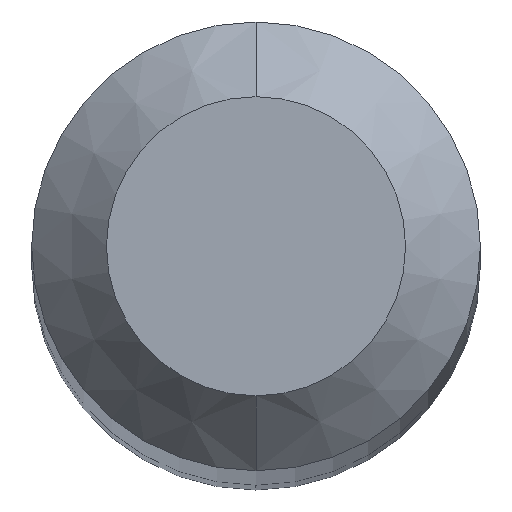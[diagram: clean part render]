
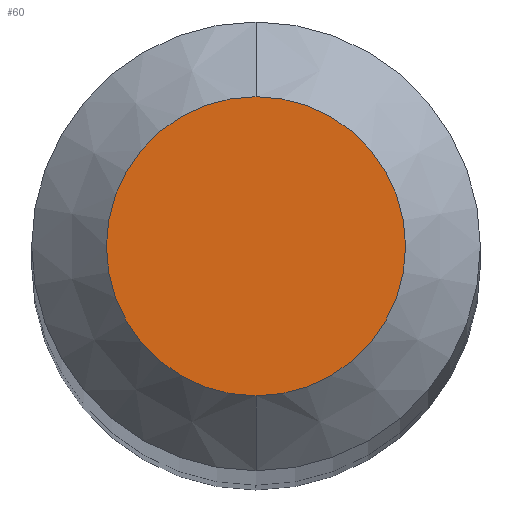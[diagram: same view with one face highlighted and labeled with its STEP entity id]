
A CAD part, top view. The second image highlights one B-rep face of the part: STEP entity #60.
In plain terms, the highlighted planar face has unit normal (0, 0, 1).
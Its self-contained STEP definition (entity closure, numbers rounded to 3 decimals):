
#31 = CIRCLE ( 'NONE', #261, 0.4 ) ;
#32 = ORIENTED_EDGE ( 'NONE', *, *, #288, .F. ) ;
#54 = VERTEX_POINT ( 'NONE', #327 ) ;
#59 = DIRECTION ( 'NONE',  ( 0., 1., 0. ) ) ;
#60 = ADVANCED_FACE ( 'NONE', ( #118 ), #244, .F. ) ;
#69 = DIRECTION ( 'NONE',  ( 0., 1., 0. ) ) ;
#72 = CARTESIAN_POINT ( 'NONE',  ( 0., 0., 30. ) ) ;
#78 = ORIENTED_EDGE ( 'NONE', *, *, #131, .F. ) ;
#107 = AXIS2_PLACEMENT_3D ( 'NONE', #72, #200, #228 ) ;
#118 = FACE_OUTER_BOUND ( 'NONE', #291, .T. ) ;
#120 = VERTEX_POINT ( 'NONE', #326 ) ;
#131 = EDGE_CURVE ( 'NONE', #120, #54, #183, .T. ) ;
#143 = AXIS2_PLACEMENT_3D ( 'NONE', #222, #186, #59 ) ;
#149 = CARTESIAN_POINT ( 'NONE',  ( 0., 0., 30. ) ) ;
#183 = CIRCLE ( 'NONE', #107, 0.4 ) ;
#186 = DIRECTION ( 'NONE',  ( 0., 0., -1. ) ) ;
#200 = DIRECTION ( 'NONE',  ( 0., 0., -1. ) ) ;
#222 = CARTESIAN_POINT ( 'NONE',  ( 0., 0., 30. ) ) ;
#228 = DIRECTION ( 'NONE',  ( 0., 1., 0. ) ) ;
#244 = PLANE ( 'NONE',  #143 ) ;
#261 = AXIS2_PLACEMENT_3D ( 'NONE', #149, #333, #69 ) ;
#288 = EDGE_CURVE ( 'NONE', #54, #120, #31, .T. ) ;
#291 = EDGE_LOOP ( 'NONE', ( #78, #32 ) ) ;
#326 = CARTESIAN_POINT ( 'NONE',  ( 0., 0.4, 30. ) ) ;
#327 = CARTESIAN_POINT ( 'NONE',  ( 0., -0.4, 30. ) ) ;
#333 = DIRECTION ( 'NONE',  ( 0., 0., -1. ) ) ;
